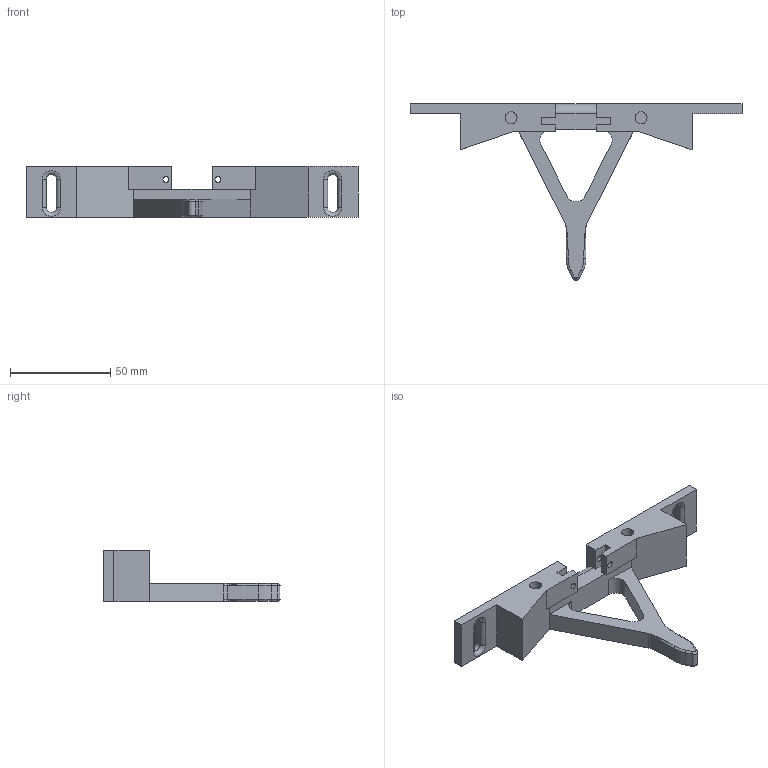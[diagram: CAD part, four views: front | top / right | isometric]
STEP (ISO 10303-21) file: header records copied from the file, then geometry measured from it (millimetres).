
FILE_DESCRIPTION(/* description */ (''),/* implementation_level */ '2;1');
FILE_NAME(/* name */ 'Suunaja v9.step',/* time_stamp */ '2023-05-20T23:12:22+03:00',/* author */ (''),/* organization */ (''),/* preprocessor_version */ 'ST-DEVELOPER v19.2',/* originating_system */ 'Autodesk Translation Framework v12.4.0.73',/* authorisation */ '');
FILE_SCHEMA (('AUTOMOTIVE_DESIGN { 1 0 10303 214 3 1 1 }'));
Length unit declared in the file: millimetre
Products named in the file (1): Suunaja
Bounding box: 166 x 88.1 x 25.5 mm (x, y, z)
Volume: 56102.3 mm3; surface area: 18963.7 mm2
Topology: 1 solids, 3 shells, 104 faces, 269 edges, 170 vertices
Faces by surface type: plane 55, cylinder 33, torus 8, bspline 6, cone 2
Full cylindrical faces by diameter (mm): 3 x4, 6 x2
Entity records: 3444 total; most frequent: CARTESIAN_POINT 802, DIRECTION 543, ORIENTED_EDGE 538, EDGE_CURVE 269, AXIS2_PLACEMENT_3D 183, LINE 177, VECTOR 177, VERTEX_POINT 170
